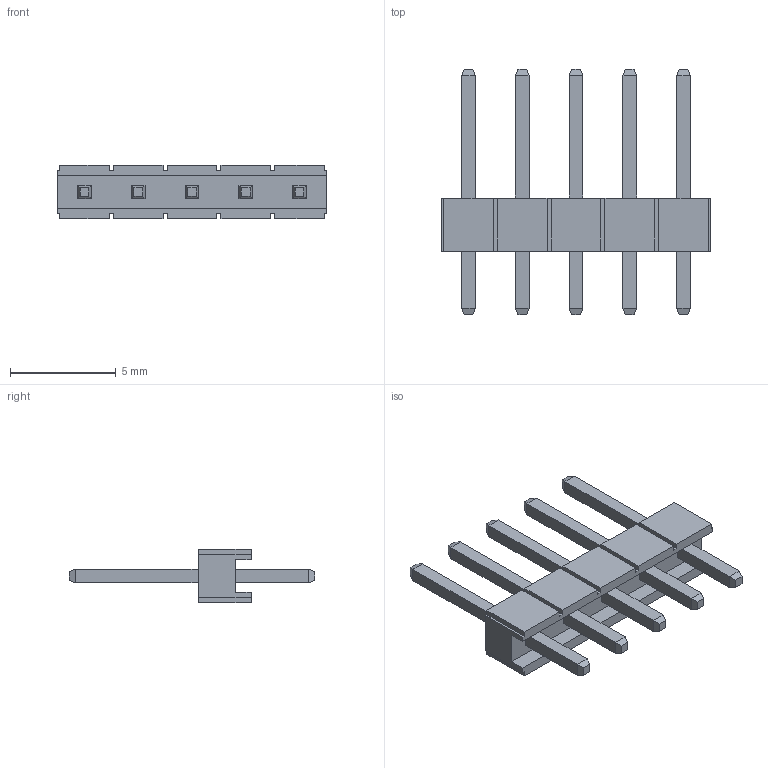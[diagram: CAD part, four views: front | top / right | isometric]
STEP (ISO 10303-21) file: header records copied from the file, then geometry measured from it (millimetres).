
FILE_DESCRIPTION (( 'STEP AP214' ), '1' );
FILE_NAME ('DS1021-1_5SF1-1.STEP', '2024-07-16T03:57:01', ( '' ), ( '' ), 'SwSTEP 2.0', 'SolidWorks 2021', '' );
FILE_SCHEMA (( 'AUTOMOTIVE_DESIGN' ));
Length unit declared in the file: millimetre
Products named in the file (1): DS1021-1_5SF1-1
Bounding box: 12.7 x 11.6 x 2.54 mm (x, y, z)
Volume: 84.5 mm3; surface area: 334.1 mm2
Topology: 6 solids, 6 shells, 140 faces, 344 edges, 216 vertices
Faces by surface type: plane 140
Entity records: 4703 total; most frequent: CARTESIAN_POINT 701, ORIENTED_EDGE 688, DIRECTION 626, EDGE_CURVE 344, LINE 344, VECTOR 344, VERTEX_POINT 216, EDGE_LOOP 150
